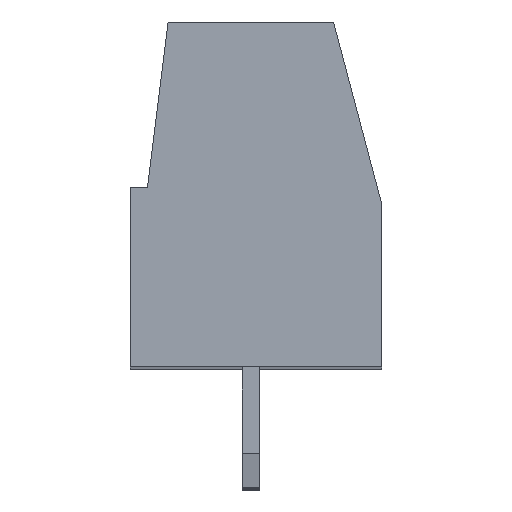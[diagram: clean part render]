
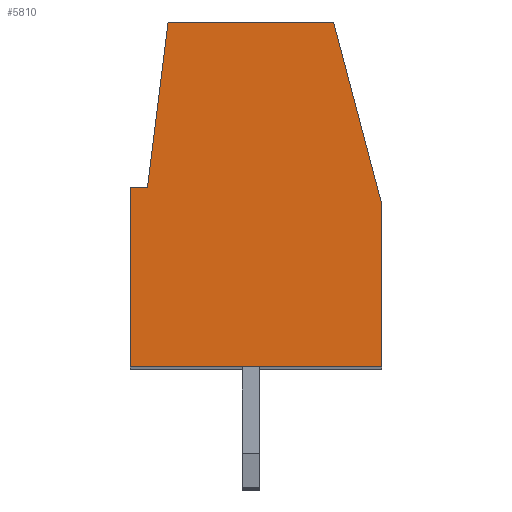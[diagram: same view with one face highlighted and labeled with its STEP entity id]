
A CAD part, top view. The second image highlights one B-rep face of the part: STEP entity #5810.
In plain terms, the highlighted planar face has unit normal (0, 0, 1).
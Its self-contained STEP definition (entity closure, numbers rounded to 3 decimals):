
#13=DIRECTION('',(0.,1.,0.));
#14=VECTOR('',#13,5.2);
#15=CARTESIAN_POINT('',(-3.5,-3.305,40.6));
#16=LINE('',#15,#14);
#17=DIRECTION('',(1.,0.,0.));
#18=VECTOR('',#17,0.5);
#19=CARTESIAN_POINT('',(-3.5,1.895,40.6));
#20=LINE('',#19,#18);
#21=DIRECTION('',(0.124,0.992,0.));
#22=VECTOR('',#21,4.837);
#23=CARTESIAN_POINT('',(-3.,1.895,40.6));
#24=LINE('',#23,#22);
#25=DIRECTION('',(1.,0.,0.));
#26=VECTOR('',#25,4.8);
#27=CARTESIAN_POINT('',(-2.4,6.695,40.6));
#28=LINE('',#27,#26);
#29=DIRECTION('',(0.255,-0.967,0.));
#30=VECTOR('',#29,5.482);
#31=CARTESIAN_POINT('',(2.4,6.695,40.6));
#32=LINE('',#31,#30);
#33=DIRECTION('',(0.,-1.,0.));
#34=VECTOR('',#33,4.7);
#35=CARTESIAN_POINT('',(3.8,1.395,40.6));
#36=LINE('',#35,#34);
#37=DIRECTION('',(-1.,0.,0.));
#38=VECTOR('',#37,7.3);
#39=CARTESIAN_POINT('',(3.8,-3.305,40.6));
#40=LINE('',#39,#38);
#4585=CARTESIAN_POINT('',(-3.5,-3.305,40.6));
#4586=CARTESIAN_POINT('',(-3.5,1.895,40.6));
#4587=VERTEX_POINT('',#4585);
#4588=VERTEX_POINT('',#4586);
#4589=CARTESIAN_POINT('',(3.8,-3.305,40.6));
#4590=VERTEX_POINT('',#4589);
#4591=CARTESIAN_POINT('',(3.8,1.395,40.6));
#4592=VERTEX_POINT('',#4591);
#4593=CARTESIAN_POINT('',(2.4,6.695,40.6));
#4594=VERTEX_POINT('',#4593);
#4595=CARTESIAN_POINT('',(-2.4,6.695,40.6));
#4596=VERTEX_POINT('',#4595);
#4597=CARTESIAN_POINT('',(-3.,1.895,40.6));
#4598=VERTEX_POINT('',#4597);
#5789=CARTESIAN_POINT('',(0.,0.,40.6));
#5790=DIRECTION('',(0.,0.,1.));
#5791=DIRECTION('',(1.,0.,0.));
#5792=AXIS2_PLACEMENT_3D('',#5789,#5790,#5791);
#5793=PLANE('',#5792);
#5795=ORIENTED_EDGE('',*,*,#5794,.T.);
#5797=ORIENTED_EDGE('',*,*,#5796,.T.);
#5799=ORIENTED_EDGE('',*,*,#5798,.T.);
#5801=ORIENTED_EDGE('',*,*,#5800,.T.);
#5803=ORIENTED_EDGE('',*,*,#5802,.T.);
#5805=ORIENTED_EDGE('',*,*,#5804,.T.);
#5807=ORIENTED_EDGE('',*,*,#5806,.T.);
#5808=EDGE_LOOP('',(#5795,#5797,#5799,#5801,#5803,#5805,#5807));
#5809=FACE_OUTER_BOUND('',#5808,.F.);
#5794=EDGE_CURVE('',#4587,#4588,#16,.T.);
#5796=EDGE_CURVE('',#4588,#4598,#20,.T.);
#5798=EDGE_CURVE('',#4598,#4596,#24,.T.);
#5800=EDGE_CURVE('',#4596,#4594,#28,.T.);
#5802=EDGE_CURVE('',#4594,#4592,#32,.T.);
#5804=EDGE_CURVE('',#4592,#4590,#36,.T.);
#5806=EDGE_CURVE('',#4590,#4587,#40,.T.);
#5810=ADVANCED_FACE('',(#5809),#5793,.T.);
